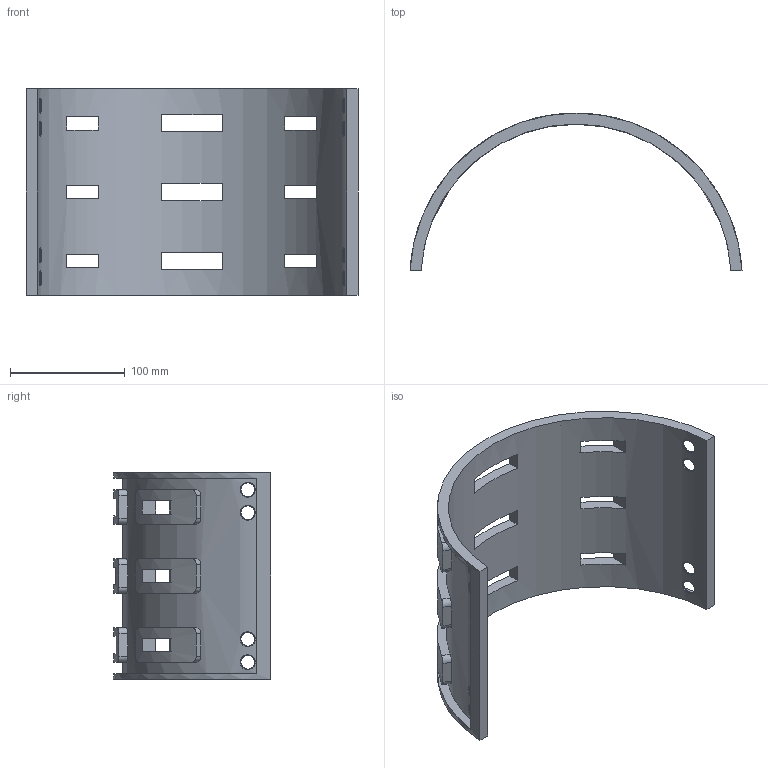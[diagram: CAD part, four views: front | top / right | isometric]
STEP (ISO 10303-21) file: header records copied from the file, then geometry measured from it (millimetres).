
FILE_DESCRIPTION((''),'2;1');
FILE_NAME('PRT0003','2025-09-18T02:12:50',('user'),(''),'CREO PARAMETRIC BY PTC INC, 2018050','CREO PARAMETRIC BY PTC INC, 2018050','');
FILE_SCHEMA(('CONFIG_CONTROL_DESIGN'));
Length unit declared in the file: millimetre
Products named in the file (1): PRT0003
Bounding box: 288.78 x 137.09 x 180 mm (x, y, z)
Volume: 296304.4 mm3; surface area: 182937.1 mm2
Topology: 1 solids, 1 shells, 176 faces, 460 edges, 296 vertices
Faces by surface type: plane 80, cylinder 64, bspline 32
Entity records: 10772 total; most frequent: CARTESIAN_POINT 6638, ORIENTED_EDGE 920, DIRECTION 724, EDGE_CURVE 460, VERTEX_POINT 296, AXIS2_PLACEMENT_3D 256, EDGE_LOOP 220, VECTOR 212
